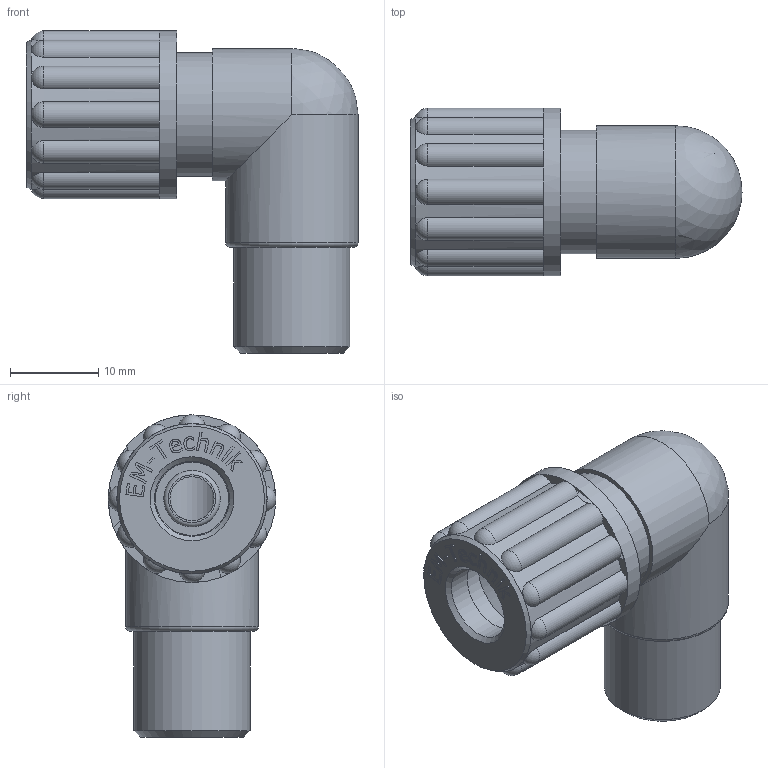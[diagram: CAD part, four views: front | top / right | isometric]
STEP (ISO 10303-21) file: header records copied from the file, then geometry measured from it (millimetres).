
FILE_DESCRIPTION((''),'2;1');
FILE_NAME('1A200MG4314xx.stp','2016-10-06T08:52:05',(''),(''),'Autodesk Inventor 2013','Autodesk Inventor 2013','');
FILE_SCHEMA(('AUTOMOTIVE_DESIGN { 1 0 10303 214 1 1 1 1 }'));
Length unit declared in the file: millimetre
Products named in the file (5): 1A200MG4314xx; t22020.006; 1A DN 6_8; t05459.002; t05518.002
Assembly tree (4 placements, depth 3):
  1A200MG4314xx
    t22020.006
    1A DN 6_8
      t05459.002
      t05518.002
Bounding box: 37.6 x 19 x 36.5 mm (x, y, z)
Volume: 8711.8 mm3; surface area: 6347.1 mm2
Topology: 3 solids, 3 shells, 215 faces, 541 edges, 347 vertices
Faces by surface type: plane 117, cylinder 38, bspline 35, sphere 13, cone 9, torus 3
Full cylindrical faces by diameter (mm): 5 x1, 6.4 x1, 7 x1, 8.3 x1, 8.5 x1, 8.6 x1, 10 x1, 12 x1, 12.376 x1, 13.157 x1, 14 x1, 15 x2, 19 x1
Entity records: 6840 total; most frequent: CARTESIAN_POINT 1884, ORIENTED_EDGE 1018, DIRECTION 901, EDGE_CURVE 509, VERTEX_POINT 342, VECTOR 305, LINE 305, AXIS2_PLACEMENT_3D 298
